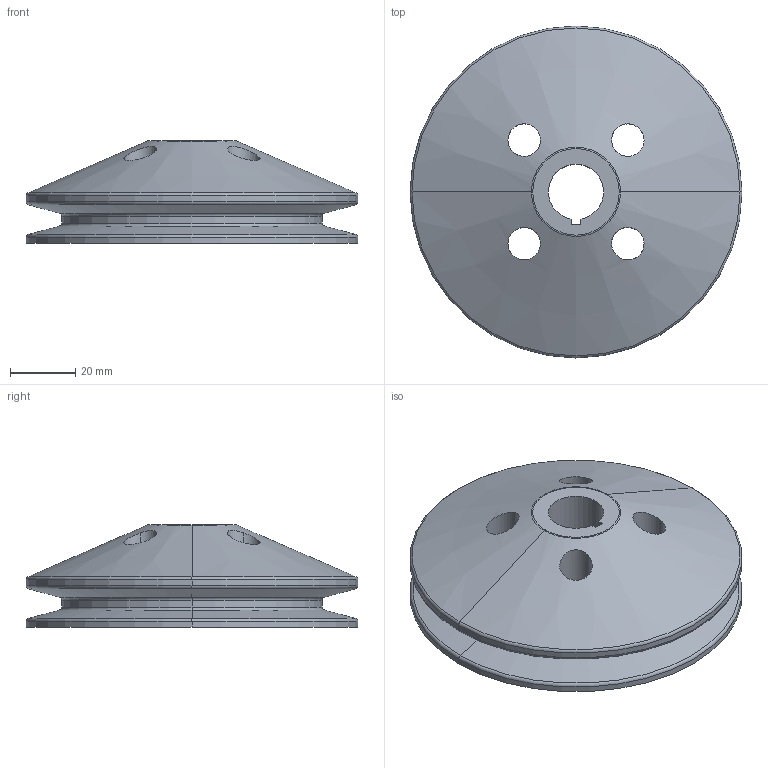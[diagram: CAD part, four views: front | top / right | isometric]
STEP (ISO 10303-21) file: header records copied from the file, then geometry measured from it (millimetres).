
FILE_DESCRIPTION (( 'STEP AP214' ), '1' );
FILE_NAME ('POULIE.STEP', '2021-11-30T21:50:34', ( '' ), ( '' ), 'SwSTEP 2.0', 'SolidWorks 2019', '' );
FILE_SCHEMA (( 'AUTOMOTIVE_DESIGN' ));
Length unit declared in the file: millimetre
Products named in the file (1): POULIE
Bounding box: 102 x 102 x 31.5 mm (x, y, z)
Volume: 112858.7 mm3; surface area: 31118.6 mm2
Topology: 1 solids, 1 shells, 50 faces, 112 edges, 66 vertices
Faces by surface type: cylinder 21, torus 16, plane 7, cone 6
Entity records: 1718 total; most frequent: CARTESIAN_POINT 513, DIRECTION 274, ORIENTED_EDGE 224, AXIS2_PLACEMENT_3D 119, EDGE_CURVE 112, CIRCLE 68, VERTEX_POINT 66, EDGE_LOOP 62
